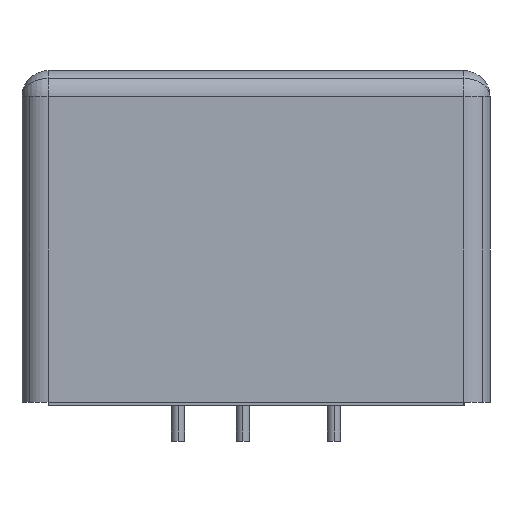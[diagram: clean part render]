
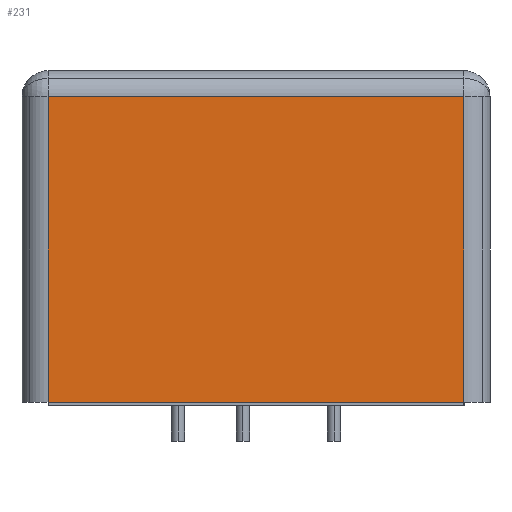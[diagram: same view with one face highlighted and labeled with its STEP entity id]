
A CAD part, left-side view. The second image highlights one B-rep face of the part: STEP entity #231.
In plain terms, the highlighted planar face has unit normal (-1, 0, 0).
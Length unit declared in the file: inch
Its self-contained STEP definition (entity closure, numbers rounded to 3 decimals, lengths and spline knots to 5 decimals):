
#231=ADVANCED_FACE('',(#424),#425,.F.);
#424=FACE_OUTER_BOUND('',#617,.T.);
#425=PLANE('',#618);
#617=EDGE_LOOP('',(#1002,#1003,#1004,#1005));
#618=AXIS2_PLACEMENT_3D('',#1006,#1007,#1008);
#1002=ORIENTED_EDGE('',*,*,#1182,.F.);
#1003=ORIENTED_EDGE('',*,*,#1199,.F.);
#1004=ORIENTED_EDGE('',*,*,#1098,.F.);
#1005=ORIENTED_EDGE('',*,*,#1170,.F.);
#1006=CARTESIAN_POINT('',(-1.10236,0.0,0.50197));
#1007=DIRECTION('',(1.0,0.0,0.0));
#1008=DIRECTION('',(0.0,0.0,-1.0));
#1098=EDGE_CURVE('',#1287,#1289,#1290,.T.);
#1170=EDGE_CURVE('',#1384,#1287,#1386,.T.);
#1182=EDGE_CURVE('',#1398,#1384,#1400,.T.);
#1199=EDGE_CURVE('',#1289,#1398,#1417,.T.);
#1287=VERTEX_POINT('',#1520);
#1289=VERTEX_POINT('',#1522);
#1290=LINE('',#1523,#1524);
#1384=VERTEX_POINT('',#1640);
#1386=LINE('',#1642,#1643);
#1398=VERTEX_POINT('',#1659);
#1400=LINE('',#1661,#1662);
#1417=LINE('',#1681,#1682);
#1520=CARTESIAN_POINT('',(-1.10236,0.62992,0.0));
#1522=CARTESIAN_POINT('',(-1.10236,0.62992,0.9252));
#1523=CARTESIAN_POINT('',(-1.10236,0.62992,0.50197));
#1524=VECTOR('',#1766,1.0);
#1640=CARTESIAN_POINT('',(-1.10236,-0.62992,0.0));
#1642=CARTESIAN_POINT('',(-1.10236,0.0,0.0));
#1643=VECTOR('',#1864,1.0);
#1659=CARTESIAN_POINT('',(-1.10236,-0.62992,0.9252));
#1661=CARTESIAN_POINT('',(-1.10236,-0.62992,0.50197));
#1662=VECTOR('',#1878,1.0);
#1681=CARTESIAN_POINT('',(-1.10236,0.0,0.9252));
#1682=VECTOR('',#1890,1.0);
#1766=DIRECTION('',(0.0,0.0,1.0));
#1864=DIRECTION('',(0.0,1.0,0.0));
#1878=DIRECTION('',(0.0,0.0,-1.0));
#1890=DIRECTION('',(0.0,-1.0,0.0));
